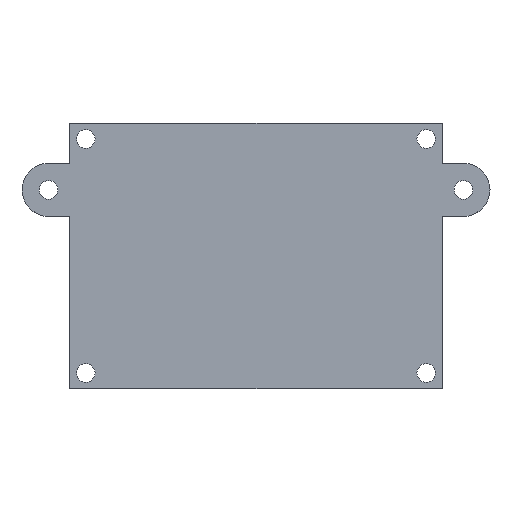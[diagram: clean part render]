
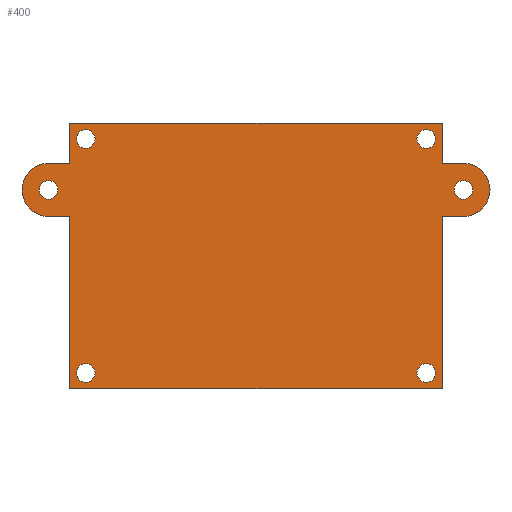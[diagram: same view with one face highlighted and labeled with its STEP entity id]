
A CAD part, top view. The second image highlights one B-rep face of the part: STEP entity #400.
In plain terms, the highlighted planar face has unit normal (0, 0, 1).
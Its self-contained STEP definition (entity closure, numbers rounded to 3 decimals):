
#15=FACE_BOUND('',#83,.T.);
#16=FACE_BOUND('',#84,.T.);
#17=FACE_BOUND('',#85,.T.);
#18=FACE_BOUND('',#86,.T.);
#19=FACE_BOUND('',#87,.T.);
#20=FACE_BOUND('',#88,.T.);
#28=CIRCLE('',#416,1.75);
#30=CIRCLE('',#419,1.75);
#31=CIRCLE('',#421,5.);
#33=CIRCLE('',#425,5.);
#35=CIRCLE('',#431,1.75);
#36=CIRCLE('',#432,1.75);
#37=CIRCLE('',#433,1.75);
#38=CIRCLE('',#434,1.75);
#62=FACE_OUTER_BOUND('',#82,.T.);
#82=EDGE_LOOP('',(#313,#314,#315,#316,#317,#318,#319,#320,#321,#322,#323,
#324));
#83=EDGE_LOOP('',(#325));
#84=EDGE_LOOP('',(#326));
#85=EDGE_LOOP('',(#327));
#86=EDGE_LOOP('',(#328));
#87=EDGE_LOOP('',(#329));
#88=EDGE_LOOP('',(#330));
#106=LINE('',#568,#144);
#108=LINE('',#574,#146);
#114=LINE('',#586,#152);
#119=LINE('',#609,#157);
#121=LINE('',#616,#159);
#126=LINE('',#625,#164);
#129=LINE('',#631,#167);
#130=LINE('',#634,#168);
#131=LINE('',#635,#169);
#132=LINE('',#636,#170);
#144=VECTOR('',#454,10.);
#146=VECTOR('',#458,10.);
#152=VECTOR('',#466,10.);
#157=VECTOR('',#491,10.);
#159=VECTOR('',#501,10.);
#164=VECTOR('',#508,10.);
#167=VECTOR('',#513,10.);
#168=VECTOR('',#516,10.);
#169=VECTOR('',#517,10.);
#170=VECTOR('',#518,10.);
#180=VERTEX_POINT('',#562);
#182=VERTEX_POINT('',#566);
#183=VERTEX_POINT('',#570);
#185=VERTEX_POINT('',#573);
#188=VERTEX_POINT('',#580);
#190=VERTEX_POINT('',#584);
#192=VERTEX_POINT('',#590);
#194=VERTEX_POINT('',#596);
#195=VERTEX_POINT('',#600);
#197=VERTEX_POINT('',#606);
#199=VERTEX_POINT('',#615);
#202=VERTEX_POINT('',#623);
#204=VERTEX_POINT('',#629);
#205=VERTEX_POINT('',#633);
#206=VERTEX_POINT('',#637);
#207=VERTEX_POINT('',#639);
#208=VERTEX_POINT('',#641);
#209=VERTEX_POINT('',#643);
#218=EDGE_CURVE('',#180,#182,#106,.T.);
#220=EDGE_CURVE('',#185,#183,#108,.T.);
#226=EDGE_CURVE('',#188,#190,#114,.T.);
#229=EDGE_CURVE('',#192,#192,#28,.T.);
#232=EDGE_CURVE('',#194,#194,#30,.T.);
#233=EDGE_CURVE('',#190,#195,#31,.T.);
#237=EDGE_CURVE('',#195,#197,#119,.T.);
#239=EDGE_CURVE('',#182,#185,#33,.T.);
#241=EDGE_CURVE('',#199,#188,#121,.T.);
#246=EDGE_CURVE('',#197,#202,#126,.T.);
#249=EDGE_CURVE('',#183,#204,#129,.T.);
#250=EDGE_CURVE('',#202,#205,#130,.T.);
#251=EDGE_CURVE('',#205,#180,#131,.T.);
#252=EDGE_CURVE('',#204,#199,#132,.T.);
#253=EDGE_CURVE('',#206,#206,#35,.T.);
#254=EDGE_CURVE('',#207,#207,#36,.T.);
#255=EDGE_CURVE('',#208,#208,#37,.T.);
#256=EDGE_CURVE('',#209,#209,#38,.T.);
#313=ORIENTED_EDGE('',*,*,#246,.T.);
#314=ORIENTED_EDGE('',*,*,#250,.T.);
#315=ORIENTED_EDGE('',*,*,#251,.T.);
#316=ORIENTED_EDGE('',*,*,#218,.T.);
#317=ORIENTED_EDGE('',*,*,#239,.T.);
#318=ORIENTED_EDGE('',*,*,#220,.T.);
#319=ORIENTED_EDGE('',*,*,#249,.T.);
#320=ORIENTED_EDGE('',*,*,#252,.T.);
#321=ORIENTED_EDGE('',*,*,#241,.T.);
#322=ORIENTED_EDGE('',*,*,#226,.T.);
#323=ORIENTED_EDGE('',*,*,#233,.T.);
#324=ORIENTED_EDGE('',*,*,#237,.T.);
#325=ORIENTED_EDGE('',*,*,#229,.T.);
#326=ORIENTED_EDGE('',*,*,#232,.T.);
#327=ORIENTED_EDGE('',*,*,#253,.T.);
#328=ORIENTED_EDGE('',*,*,#254,.T.);
#329=ORIENTED_EDGE('',*,*,#255,.T.);
#330=ORIENTED_EDGE('',*,*,#256,.T.);
#384=PLANE('',#430);
#400=ADVANCED_FACE('',(#62,#15,#16,#17,#18,#19,#20),#384,.T.);
#416=AXIS2_PLACEMENT_3D('',#592,#472,#473);
#419=AXIS2_PLACEMENT_3D('',#598,#479,#480);
#421=AXIS2_PLACEMENT_3D('',#601,#483,#484);
#425=AXIS2_PLACEMENT_3D('',#612,#495,#496);
#430=AXIS2_PLACEMENT_3D('',#632,#514,#515);
#431=AXIS2_PLACEMENT_3D('',#638,#519,#520);
#432=AXIS2_PLACEMENT_3D('',#640,#521,#522);
#433=AXIS2_PLACEMENT_3D('',#642,#523,#524);
#434=AXIS2_PLACEMENT_3D('',#644,#525,#526);
#454=DIRECTION('',(1.,0.,0.));
#458=DIRECTION('',(-1.,0.,0.));
#466=DIRECTION('',(-1.,0.,0.));
#472=DIRECTION('center_axis',(0.,0.,-1.));
#473=DIRECTION('ref_axis',(-1.,0.,0.));
#479=DIRECTION('center_axis',(0.,0.,-1.));
#480=DIRECTION('ref_axis',(-1.,0.,0.));
#483=DIRECTION('center_axis',(0.,0.,1.));
#484=DIRECTION('ref_axis',(-1.,0.,0.));
#491=DIRECTION('',(1.,0.,0.));
#495=DIRECTION('center_axis',(0.,0.,1.));
#496=DIRECTION('ref_axis',(-1.,0.,0.));
#501=DIRECTION('',(0.,-1.,0.));
#508=DIRECTION('',(0.,-1.,0.));
#513=DIRECTION('',(0.,1.,0.));
#514=DIRECTION('center_axis',(0.,0.,1.));
#515=DIRECTION('ref_axis',(1.,0.,0.));
#516=DIRECTION('',(1.,0.,0.));
#517=DIRECTION('',(0.,1.,0.));
#518=DIRECTION('',(-1.,0.,0.));
#519=DIRECTION('center_axis',(0.,0.,-1.));
#520=DIRECTION('ref_axis',(1.,0.,0.));
#521=DIRECTION('center_axis',(0.,0.,-1.));
#522=DIRECTION('ref_axis',(1.,0.,0.));
#523=DIRECTION('center_axis',(0.,0.,-1.));
#524=DIRECTION('ref_axis',(1.,0.,0.));
#525=DIRECTION('center_axis',(0.,0.,-1.));
#526=DIRECTION('ref_axis',(1.,0.,0.));
#562=CARTESIAN_POINT('',(42.213,35.874,-9.4));
#566=CARTESIAN_POINT('',(46.213,35.874,-9.4));
#568=CARTESIAN_POINT('',(-31.787,35.874,-9.4));
#570=CARTESIAN_POINT('',(42.213,45.874,-9.4));
#573=CARTESIAN_POINT('',(46.213,45.874,-9.4));
#574=CARTESIAN_POINT('',(46.213,45.874,-9.4));
#580=CARTESIAN_POINT('',(-27.787,45.874,-9.4));
#584=CARTESIAN_POINT('',(-31.787,45.874,-9.4));
#586=CARTESIAN_POINT('',(46.213,45.874,-9.4));
#590=CARTESIAN_POINT('',(-30.037,40.874,-9.4));
#592=CARTESIAN_POINT('Origin',(-31.787,40.874,-9.4));
#596=CARTESIAN_POINT('',(47.963,40.874,-9.4));
#598=CARTESIAN_POINT('Origin',(46.213,40.874,-9.4));
#600=CARTESIAN_POINT('',(-31.787,35.874,-9.4));
#601=CARTESIAN_POINT('Origin',(-31.787,40.874,-9.4));
#606=CARTESIAN_POINT('',(-27.787,35.874,-9.4));
#609=CARTESIAN_POINT('',(-31.787,35.874,-9.4));
#612=CARTESIAN_POINT('Origin',(46.213,40.874,-9.4));
#615=CARTESIAN_POINT('',(-27.787,53.437,-9.4));
#616=CARTESIAN_POINT('',(-27.787,53.437,-9.4));
#623=CARTESIAN_POINT('',(-27.787,3.437,-9.4));
#625=CARTESIAN_POINT('',(-27.787,53.437,-9.4));
#629=CARTESIAN_POINT('',(42.213,53.437,-9.4));
#631=CARTESIAN_POINT('',(42.213,3.437,-9.4));
#632=CARTESIAN_POINT('Origin',(7.213,28.437,-9.4));
#633=CARTESIAN_POINT('',(42.213,3.437,-9.4));
#634=CARTESIAN_POINT('',(-27.787,3.437,-9.4));
#635=CARTESIAN_POINT('',(42.213,3.437,-9.4));
#636=CARTESIAN_POINT('',(42.213,53.437,-9.4));
#637=CARTESIAN_POINT('',(37.464,50.437,-9.4));
#638=CARTESIAN_POINT('Origin',(39.214,50.437,-9.4));
#639=CARTESIAN_POINT('',(-26.537,50.437,-9.4));
#640=CARTESIAN_POINT('Origin',(-24.787,50.437,-9.4));
#641=CARTESIAN_POINT('',(37.464,6.437,-9.4));
#642=CARTESIAN_POINT('Origin',(39.214,6.437,-9.4));
#643=CARTESIAN_POINT('',(-26.537,6.437,-9.4));
#644=CARTESIAN_POINT('Origin',(-24.787,6.437,-9.4));
